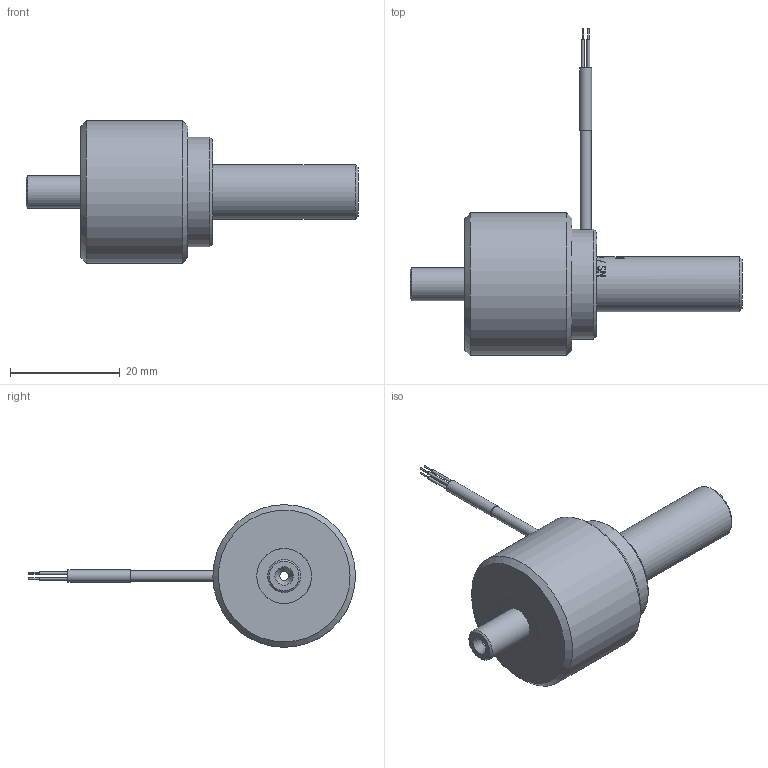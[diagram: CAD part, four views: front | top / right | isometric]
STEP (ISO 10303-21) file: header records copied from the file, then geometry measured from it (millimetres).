
FILE_DESCRIPTION (( 'STEP AP203' ), '1' );
FILE_NAME ('125-201-000-011_EF.STEP', '2017-06-30T07:17:45', ( 'magtroladmin' ), ( 'Hewlett-Packard Company' ), 'SwSTEP 2.0', 'SolidWorks 2017', '' );
FILE_SCHEMA (( 'CONFIG_CONTROL_DESIGN' ));
Length unit declared in the file: millimetre
Products named in the file (1): 125-201-000-011_EF
Bounding box: 60.5 x 59.59 x 26 mm (x, y, z)
Surface area: 5643.1 mm2 (no closed solid volume)
Topology: 0 solids, 8 shells, 90 faces, 710 edges, 635 vertices
Faces by surface type: cylinder 43, plane 24, bspline 16, cone 7
Full cylindrical faces by diameter (mm): 0.25 x4, 0.5 x6, 1.6 x2, 2 x1, 2.2 x1, 2.5 x1, 3 x1, 6 x1, 10 x3, 20 x1, 22 x1, 26 x1
Entity records: 9599 total; most frequent: CARTESIAN_POINT 5547, ORIENTED_EDGE 765, EDGE_CURVE 675, VERTEX_POINT 630, B_SPLINE_CURVE_WITH_KNOTS 486, DIRECTION 451, AXIS2_PLACEMENT_3D 187, EDGE_LOOP 162
